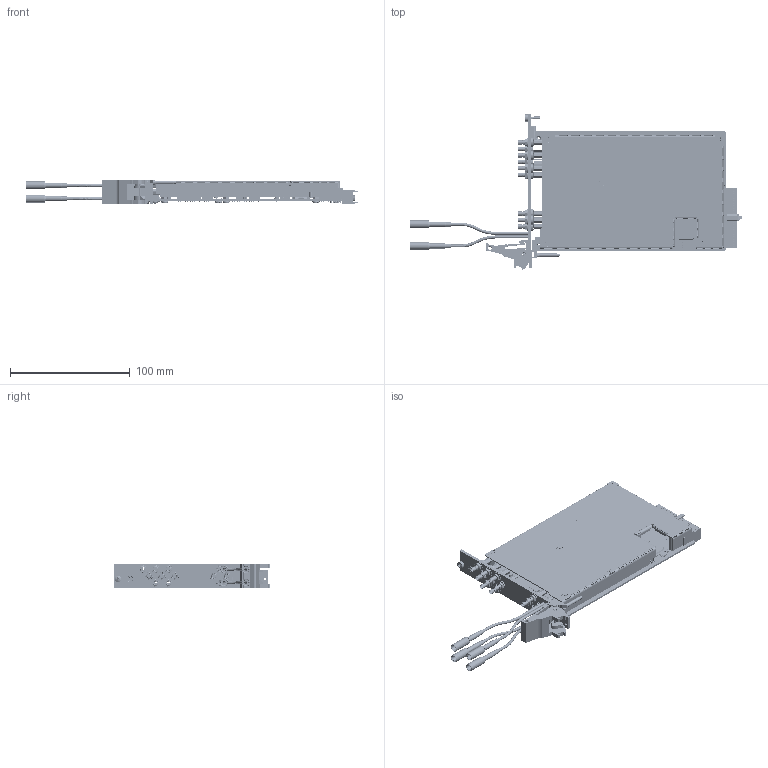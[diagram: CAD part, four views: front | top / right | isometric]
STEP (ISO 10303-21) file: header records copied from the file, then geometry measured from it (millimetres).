
FILE_DESCRIPTION (( 'STEP AP214' ), '1' );
FILE_NAME ('40-729-751-L PXI 8x4 RF Matrix 75 Ohm with Y Loop Thru.STEP', '2013-09-05T10:45:33', ( 'admin' ), ( '' ), 'SwSTEP 2.0', 'SolidWorks 2012', '' );
FILE_SCHEMA (( 'AUTOMOTIVE_DESIGN' ));
Length unit declared in the file: millimetre
Products named in the file (1): 40-729-751-L PXI 8x4 RF Matrix 75 Ohm with Y Loop Thru
Bounding box: 277.26 x 129.66 x 20 mm (x, y, z)
Surface area: 119848.6 mm2 (no closed solid volume)
Topology: 0 solids, 1223 shells, 4848 faces, 16524 edges, 12420 vertices
Faces by surface type: plane 2544, cylinder 1985, bspline 112, cone 95, torus 92, sphere 20
Full cylindrical faces by diameter (mm): 0.299 x11, 0.4 x2, 0.5 x627, 0.6 x110, 0.8 x6, 0.899 x81, 0.902 x1, 0.903 x12, 0.905 x13, 0.937 x22, 0.948 x61, 0.984 x23, 0.996 x4, 1.016 x168, 1.04 x2, 1.047 x181, 1.3 x18, 1.496 x2, 1.524 x6, 1.8 x10, 2 x4, 2.05 x2, 2.4 x6, 2.5 x6, 2.7 x1, 2.75 x4, 2.8 x1, 3 x15, 3.25 x12, 3.65 x24
Entity records: 230956 total; most frequent: CARTESIAN_POINT 44538, DIRECTION 27744, ORIENTED_EDGE 20024, EDGE_CURVE 14083, VERTEX_POINT 11635, AXIS2_PLACEMENT_3D 9807, EDGE_LOOP 8332, LINE 8130
